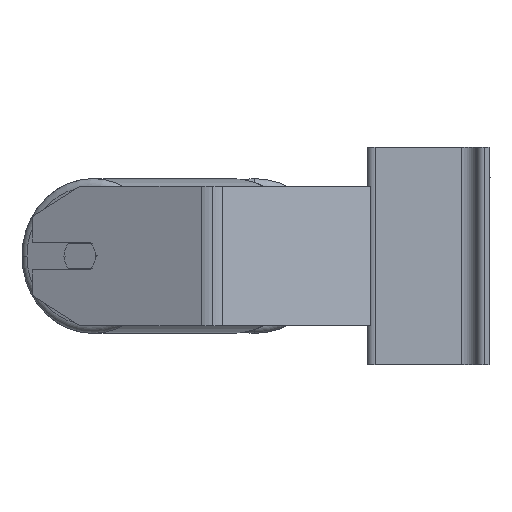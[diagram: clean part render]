
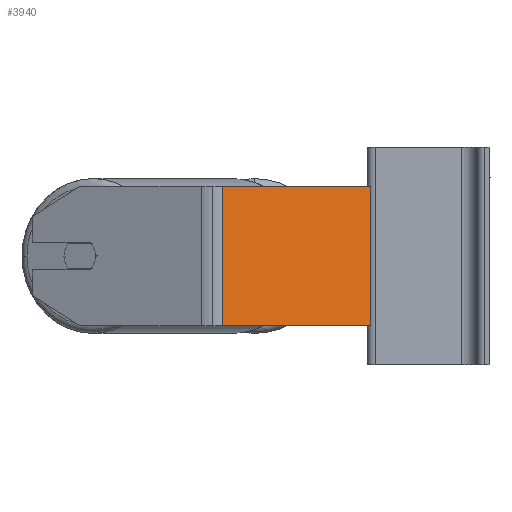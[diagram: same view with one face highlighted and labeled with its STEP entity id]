
A CAD part, left-side view. The second image highlights one B-rep face of the part: STEP entity #3940.
In plain terms, the highlighted planar face has unit normal (-0.94, -0.342, 0).
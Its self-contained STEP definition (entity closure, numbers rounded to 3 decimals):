
#403 = VECTOR ( 'NONE', #8972, 1000. ) ;
#557 = CARTESIAN_POINT ( 'NONE',  ( -370.819, 107.442, 40. ) ) ;
#788 = CARTESIAN_POINT ( 'NONE',  ( -370.819, 107.442, 40. ) ) ;
#1623 = LINE ( 'NONE', #4893, #10349 ) ;
#1970 = VECTOR ( 'NONE', #9137, 1000. ) ;
#2156 = EDGE_CURVE ( 'NONE', #3985, #6532, #9476, .T. ) ;
#2217 = DIRECTION ( 'NONE',  ( 0.342, -0.94, 0. ) ) ;
#3158 = DIRECTION ( 'NONE',  ( -0.342, 0.94, 0. ) ) ;
#3162 = CARTESIAN_POINT ( 'NONE',  ( -337.518, 15.948, 40. ) ) ;
#3273 = ORIENTED_EDGE ( 'NONE', *, *, #6091, .T. ) ;
#3462 = CARTESIAN_POINT ( 'NONE',  ( -368.552, 101.215, 40. ) ) ;
#3685 = VERTEX_POINT ( 'NONE', #8577 ) ;
#3715 = ORIENTED_EDGE ( 'NONE', *, *, #10486, .F. ) ;
#3940 = ADVANCED_FACE ( 'NONE', ( #5628 ), #9203, .F. ) ;
#3985 = VERTEX_POINT ( 'NONE', #3462 ) ;
#4081 = DIRECTION ( 'NONE',  ( 0., 0., -1. ) ) ;
#4355 = LINE ( 'NONE', #8382, #1970 ) ;
#4893 = CARTESIAN_POINT ( 'NONE',  ( -337.518, 15.948, 40. ) ) ;
#5558 = AXIS2_PLACEMENT_3D ( 'NONE', #788, #9154, #3158 ) ;
#5628 = FACE_OUTER_BOUND ( 'NONE', #7800, .T. ) ;
#6091 = EDGE_CURVE ( 'NONE', #3985, #3685, #4355, .T. ) ;
#6097 = CARTESIAN_POINT ( 'NONE',  ( -337.518, 15.948, -40. ) ) ;
#6532 = VERTEX_POINT ( 'NONE', #3162 ) ;
#7289 = VERTEX_POINT ( 'NONE', #6097 ) ;
#7800 = EDGE_LOOP ( 'NONE', ( #8822, #3715, #8601, #3273 ) ) ;
#7926 = VECTOR ( 'NONE', #2217, 1000. ) ;
#8279 = LINE ( 'NONE', #9025, #403 ) ;
#8382 = CARTESIAN_POINT ( 'NONE',  ( -368.552, 101.215, 40. ) ) ;
#8577 = CARTESIAN_POINT ( 'NONE',  ( -368.552, 101.215, -40. ) ) ;
#8601 = ORIENTED_EDGE ( 'NONE', *, *, #2156, .F. ) ;
#8822 = ORIENTED_EDGE ( 'NONE', *, *, #10474, .T. ) ;
#8972 = DIRECTION ( 'NONE',  ( 0.342, -0.94, 0. ) ) ;
#9025 = CARTESIAN_POINT ( 'NONE',  ( -370.819, 107.442, -40. ) ) ;
#9137 = DIRECTION ( 'NONE',  ( 0., 0., -1. ) ) ;
#9154 = DIRECTION ( 'NONE',  ( 0.94, 0.342, 0. ) ) ;
#9203 = PLANE ( 'NONE',  #5558 ) ;
#9476 = LINE ( 'NONE', #557, #7926 ) ;
#10349 = VECTOR ( 'NONE', #4081, 1000. ) ;
#10474 = EDGE_CURVE ( 'NONE', #3685, #7289, #8279, .T. ) ;
#10486 = EDGE_CURVE ( 'NONE', #6532, #7289, #1623, .T. ) ;
